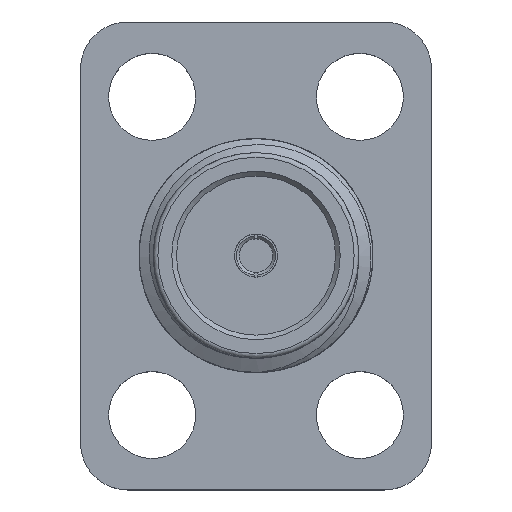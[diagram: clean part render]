
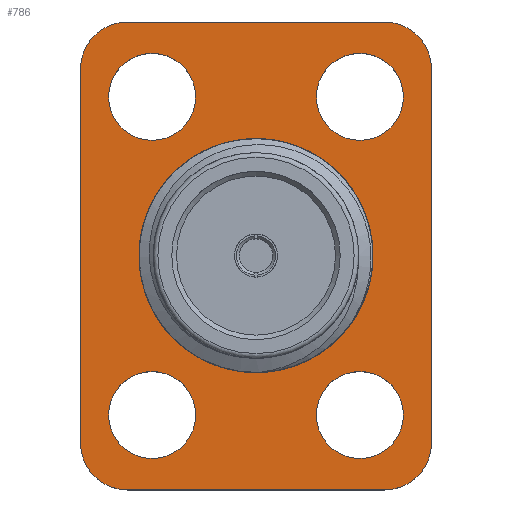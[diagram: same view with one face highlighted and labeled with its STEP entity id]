
A CAD part, top view. The second image highlights one B-rep face of the part: STEP entity #786.
In plain terms, the highlighted planar face has unit normal (0, 0, 1).
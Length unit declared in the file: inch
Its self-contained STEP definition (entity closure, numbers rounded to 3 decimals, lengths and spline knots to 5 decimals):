
#5 = CARTESIAN_POINT ( 'NONE',  ( 0.1375, -0.2, -0.005 ) ) ;
#31 = EDGE_CURVE ( 'NONE', #2124, #618, #2890, .T. ) ;
#47 = AXIS2_PLACEMENT_3D ( 'NONE', #1934, #2399, #2848 ) ;
#71 = EDGE_LOOP ( 'NONE', ( #684 ) ) ;
#166 = EDGE_LOOP ( 'NONE', ( #367 ) ) ;
#186 = CARTESIAN_POINT ( 'NONE',  ( -0.1375, 0.2, -0.005 ) ) ;
#199 = FACE_BOUND ( 'NONE', #71, .T. ) ;
#210 = ORIENTED_EDGE ( 'NONE', *, *, #2621, .T. ) ;
#225 = FACE_OUTER_BOUND ( 'NONE', #1836, .T. ) ;
#260 = DIRECTION ( 'NONE',  ( -1., 0., 0. ) ) ;
#263 = CARTESIAN_POINT ( 'NONE',  ( -0.1375, -0.2, -0.005 ) ) ;
#293 = AXIS2_PLACEMENT_3D ( 'NONE', #1420, #444, #2889 ) ;
#331 = CARTESIAN_POINT ( 'NONE',  ( -0.0645, -0.17, -0.005 ) ) ;
#351 = LINE ( 'NONE', #3021, #2579 ) ;
#367 = ORIENTED_EDGE ( 'NONE', *, *, #2376, .F. ) ;
#385 = CARTESIAN_POINT ( 'NONE',  ( -0.1875, -0.2, -0.005 ) ) ;
#413 = VERTEX_POINT ( 'NONE', #2173 ) ;
#444 = DIRECTION ( 'NONE',  ( 0., 0., -1. ) ) ;
#475 = LINE ( 'NONE', #1465, #906 ) ;
#496 = VERTEX_POINT ( 'NONE', #2939 ) ;
#518 = EDGE_CURVE ( 'NONE', #496, #496, #1101, .T. ) ;
#573 = ORIENTED_EDGE ( 'NONE', *, *, #1040, .T. ) ;
#613 = DIRECTION ( 'NONE',  ( 0., 0., 1. ) ) ;
#618 = VERTEX_POINT ( 'NONE', #385 ) ;
#641 = AXIS2_PLACEMENT_3D ( 'NONE', #3079, #2131, #3120 ) ;
#669 = CARTESIAN_POINT ( 'NONE',  ( -0.1875, 0.2, -0.005 ) ) ;
#680 = EDGE_CURVE ( 'NONE', #2281, #2124, #3072, .T. ) ;
#684 = ORIENTED_EDGE ( 'NONE', *, *, #2371, .F. ) ;
#695 = VECTOR ( 'NONE', #972, 39.37008 ) ;
#699 = DIRECTION ( 'NONE',  ( 0., 0., 1. ) ) ;
#700 = AXIS2_PLACEMENT_3D ( 'NONE', #263, #2676, #2909 ) ;
#711 = EDGE_CURVE ( 'NONE', #1940, #1940, #2517, .T. ) ;
#720 = DIRECTION ( 'NONE',  ( -1., 0., 0. ) ) ;
#725 = VERTEX_POINT ( 'NONE', #1407 ) ;
#728 = EDGE_CURVE ( 'NONE', #2706, #2706, #2223, .T. ) ;
#740 = AXIS2_PLACEMENT_3D ( 'NONE', #1709, #2479, #260 ) ;
#742 = DIRECTION ( 'NONE',  ( 0., 0., 1. ) ) ;
#756 = VERTEX_POINT ( 'NONE', #1914 ) ;
#786 = ADVANCED_FACE ( 'NONE', ( #1656, #1170, #2611, #199, #2148, #225 ), #2625, .F. ) ;
#831 = DIRECTION ( 'NONE',  ( 1., 0., 0. ) ) ;
#902 = CARTESIAN_POINT ( 'NONE',  ( -0.1875, -0.25, -0.005 ) ) ;
#906 = VECTOR ( 'NONE', #1388, 39.37008 ) ;
#908 = CARTESIAN_POINT ( 'NONE',  ( 0.1875, -0.25, -0.005 ) ) ;
#946 = AXIS2_PLACEMENT_3D ( 'NONE', #186, #699, #1154 ) ;
#972 = DIRECTION ( 'NONE',  ( 0., 1., 0. ) ) ;
#995 = CIRCLE ( 'NONE', #1312, 0.0465 ) ;
#1040 = EDGE_CURVE ( 'NONE', #756, #413, #2673, .T. ) ;
#1041 = ORIENTED_EDGE ( 'NONE', *, *, #31, .T. ) ;
#1075 = CARTESIAN_POINT ( 'NONE',  ( 0.111, -0.17, -0.005 ) ) ;
#1101 = CIRCLE ( 'NONE', #740, 0.11489 ) ;
#1104 = CIRCLE ( 'NONE', #2874, 0.05 ) ;
#1115 = EDGE_LOOP ( 'NONE', ( #1787 ) ) ;
#1148 = LINE ( 'NONE', #908, #695 ) ;
#1154 = DIRECTION ( 'NONE',  ( -1., 0., 0. ) ) ;
#1170 = FACE_BOUND ( 'NONE', #2020, .T. ) ;
#1227 = CARTESIAN_POINT ( 'NONE',  ( -0.111, -0.17, -0.005 ) ) ;
#1234 = CARTESIAN_POINT ( 'NONE',  ( -0.0645, 0.17, -0.005 ) ) ;
#1241 = ORIENTED_EDGE ( 'NONE', *, *, #3082, .T. ) ;
#1294 = VERTEX_POINT ( 'NONE', #2076 ) ;
#1311 = CARTESIAN_POINT ( 'NONE',  ( 0.1375, -0.25, -0.005 ) ) ;
#1312 = AXIS2_PLACEMENT_3D ( 'NONE', #1075, #613, #1544 ) ;
#1388 = DIRECTION ( 'NONE',  ( -1., 0., 0. ) ) ;
#1390 = ORIENTED_EDGE ( 'NONE', *, *, #1673, .T. ) ;
#1405 = EDGE_LOOP ( 'NONE', ( #1669 ) ) ;
#1407 = CARTESIAN_POINT ( 'NONE',  ( 0.1875, -0.2, -0.005 ) ) ;
#1420 = CARTESIAN_POINT ( 'NONE',  ( 0., 0., -0.005 ) ) ;
#1451 = CARTESIAN_POINT ( 'NONE',  ( -0.1375, -0.25, -0.005 ) ) ;
#1465 = CARTESIAN_POINT ( 'NONE',  ( -0.1875, 0.25, -0.005 ) ) ;
#1502 = AXIS2_PLACEMENT_3D ( 'NONE', #1227, #742, #1601 ) ;
#1520 = EDGE_CURVE ( 'NONE', #413, #2281, #475, .T. ) ;
#1544 = DIRECTION ( 'NONE',  ( 1., 0., 0. ) ) ;
#1570 = VERTEX_POINT ( 'NONE', #1451 ) ;
#1601 = DIRECTION ( 'NONE',  ( 1., 0., 0. ) ) ;
#1656 = FACE_BOUND ( 'NONE', #1115, .T. ) ;
#1669 = ORIENTED_EDGE ( 'NONE', *, *, #518, .T. ) ;
#1673 = EDGE_CURVE ( 'NONE', #725, #756, #1148, .T. ) ;
#1709 = CARTESIAN_POINT ( 'NONE',  ( 0., 0., -0.005 ) ) ;
#1714 = EDGE_CURVE ( 'NONE', #1768, #725, #1104, .T. ) ;
#1739 = ORIENTED_EDGE ( 'NONE', *, *, #711, .F. ) ;
#1768 = VERTEX_POINT ( 'NONE', #1311 ) ;
#1787 = ORIENTED_EDGE ( 'NONE', *, *, #728, .F. ) ;
#1789 = CARTESIAN_POINT ( 'NONE',  ( -0.1375, 0.25, -0.005 ) ) ;
#1791 = ORIENTED_EDGE ( 'NONE', *, *, #1714, .T. ) ;
#1818 = ORIENTED_EDGE ( 'NONE', *, *, #680, .T. ) ;
#1836 = EDGE_LOOP ( 'NONE', ( #210, #1791, #1390, #573, #1853, #1818, #1041, #1241 ) ) ;
#1853 = ORIENTED_EDGE ( 'NONE', *, *, #1520, .T. ) ;
#1868 = DIRECTION ( 'NONE',  ( 0., 0., 1. ) ) ;
#1881 = CIRCLE ( 'NONE', #1502, 0.0465 ) ;
#1914 = CARTESIAN_POINT ( 'NONE',  ( 0.1875, 0.2, -0.005 ) ) ;
#1934 = CARTESIAN_POINT ( 'NONE',  ( -0.111, 0.17, -0.005 ) ) ;
#1939 = DIRECTION ( 'NONE',  ( 0., 0., 1. ) ) ;
#1940 = VERTEX_POINT ( 'NONE', #2719 ) ;
#2020 = EDGE_LOOP ( 'NONE', ( #1739 ) ) ;
#2076 = CARTESIAN_POINT ( 'NONE',  ( 0.1575, -0.17, -0.005 ) ) ;
#2081 = CIRCLE ( 'NONE', #700, 0.05 ) ;
#2124 = VERTEX_POINT ( 'NONE', #669 ) ;
#2131 = DIRECTION ( 'NONE',  ( 0., 0., 1. ) ) ;
#2148 = FACE_BOUND ( 'NONE', #1405, .T. ) ;
#2173 = CARTESIAN_POINT ( 'NONE',  ( 0.1375, 0.25, -0.005 ) ) ;
#2223 = CIRCLE ( 'NONE', #47, 0.0465 ) ;
#2281 = VERTEX_POINT ( 'NONE', #1789 ) ;
#2332 = VERTEX_POINT ( 'NONE', #331 ) ;
#2371 = EDGE_CURVE ( 'NONE', #2332, #2332, #1881, .T. ) ;
#2372 = DIRECTION ( 'NONE',  ( -1., 0., 0. ) ) ;
#2376 = EDGE_CURVE ( 'NONE', #1294, #1294, #995, .T. ) ;
#2399 = DIRECTION ( 'NONE',  ( 0., 0., 1. ) ) ;
#2479 = DIRECTION ( 'NONE',  ( 0., 0., -1. ) ) ;
#2517 = CIRCLE ( 'NONE', #641, 0.0465 ) ;
#2572 = VECTOR ( 'NONE', #3087, 39.37008 ) ;
#2579 = VECTOR ( 'NONE', #831, 39.37008 ) ;
#2611 = FACE_BOUND ( 'NONE', #166, .T. ) ;
#2621 = EDGE_CURVE ( 'NONE', #1570, #1768, #351, .T. ) ;
#2625 = PLANE ( 'NONE',  #293 ) ;
#2673 = CIRCLE ( 'NONE', #2677, 0.05 ) ;
#2676 = DIRECTION ( 'NONE',  ( 0., 0., 1. ) ) ;
#2677 = AXIS2_PLACEMENT_3D ( 'NONE', #3102, #1868, #2372 ) ;
#2706 = VERTEX_POINT ( 'NONE', #1234 ) ;
#2719 = CARTESIAN_POINT ( 'NONE',  ( 0.1575, 0.17, -0.005 ) ) ;
#2848 = DIRECTION ( 'NONE',  ( 1., 0., 0. ) ) ;
#2874 = AXIS2_PLACEMENT_3D ( 'NONE', #5, #1939, #720 ) ;
#2889 = DIRECTION ( 'NONE',  ( 0., -1., 0. ) ) ;
#2890 = LINE ( 'NONE', #902, #2572 ) ;
#2909 = DIRECTION ( 'NONE',  ( -1., 0., 0. ) ) ;
#2939 = CARTESIAN_POINT ( 'NONE',  ( -0.11489, 0., -0.005 ) ) ;
#3021 = CARTESIAN_POINT ( 'NONE',  ( -0.1875, -0.25, -0.005 ) ) ;
#3072 = CIRCLE ( 'NONE', #946, 0.05 ) ;
#3079 = CARTESIAN_POINT ( 'NONE',  ( 0.111, 0.17, -0.005 ) ) ;
#3082 = EDGE_CURVE ( 'NONE', #618, #1570, #2081, .T. ) ;
#3087 = DIRECTION ( 'NONE',  ( 0., -1., 0. ) ) ;
#3102 = CARTESIAN_POINT ( 'NONE',  ( 0.1375, 0.2, -0.005 ) ) ;
#3120 = DIRECTION ( 'NONE',  ( 1., 0., 0. ) ) ;
